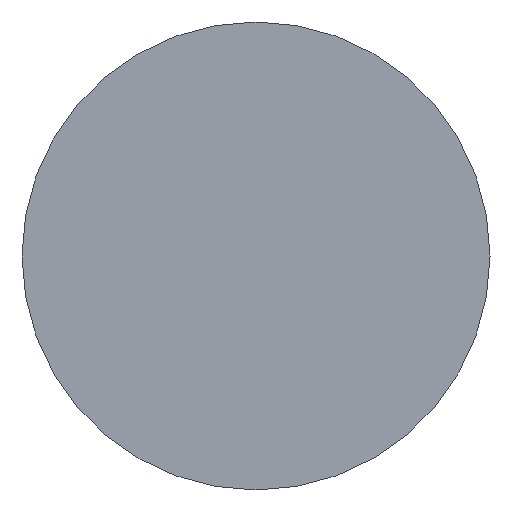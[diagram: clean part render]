
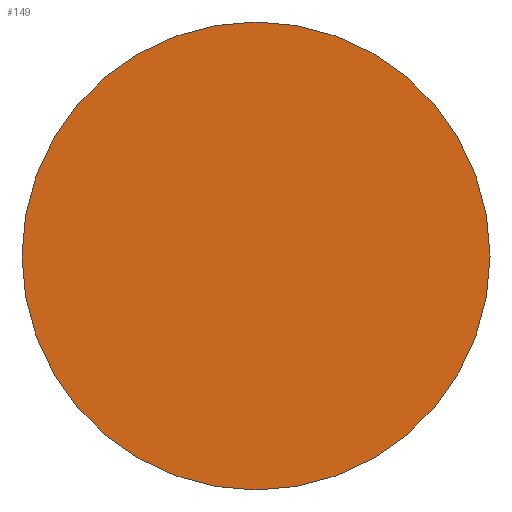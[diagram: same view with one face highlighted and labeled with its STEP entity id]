
A CAD part, front view. The second image highlights one B-rep face of the part: STEP entity #149.
In plain terms, the highlighted planar face has unit normal (0, -1, 0).
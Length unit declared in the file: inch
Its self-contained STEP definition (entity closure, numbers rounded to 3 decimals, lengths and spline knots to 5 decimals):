
#5 = DIRECTION ( 'NONE',  ( 0., 0., -1. ) ) ;
#10 = EDGE_CURVE ( 'NONE', #61, #166, #129, .T. ) ;
#15 = CARTESIAN_POINT ( 'NONE',  ( 0., 0., 0. ) ) ;
#38 = DIRECTION ( 'NONE',  ( 0., 0., -1. ) ) ;
#60 = CIRCLE ( 'NONE', #110, 0.1875 ) ;
#61 = VERTEX_POINT ( 'NONE', #254 ) ;
#78 = EDGE_CURVE ( 'NONE', #166, #61, #60, .T. ) ;
#95 = DIRECTION ( 'NONE',  ( 0., -1., 0. ) ) ;
#98 = AXIS2_PLACEMENT_3D ( 'NONE', #105, #217, #38 ) ;
#105 = CARTESIAN_POINT ( 'NONE',  ( 0., 0., 0. ) ) ;
#110 = AXIS2_PLACEMENT_3D ( 'NONE', #148, #112, #5 ) ;
#112 = DIRECTION ( 'NONE',  ( 0., -1., 0. ) ) ;
#126 = PLANE ( 'NONE',  #331 ) ;
#129 = CIRCLE ( 'NONE', #98, 0.1875 ) ;
#148 = CARTESIAN_POINT ( 'NONE',  ( 0., 0., 0. ) ) ;
#149 = ADVANCED_FACE ( 'NONE', ( #194 ), #126, .T. ) ;
#166 = VERTEX_POINT ( 'NONE', #410 ) ;
#168 = ORIENTED_EDGE ( 'NONE', *, *, #10, .T. ) ;
#194 = FACE_OUTER_BOUND ( 'NONE', #282, .T. ) ;
#217 = DIRECTION ( 'NONE',  ( 0., -1., 0. ) ) ;
#254 = CARTESIAN_POINT ( 'NONE',  ( 0., 0., 0.1875 ) ) ;
#282 = EDGE_LOOP ( 'NONE', ( #313, #168 ) ) ;
#313 = ORIENTED_EDGE ( 'NONE', *, *, #78, .T. ) ;
#331 = AXIS2_PLACEMENT_3D ( 'NONE', #15, #95, #381 ) ;
#381 = DIRECTION ( 'NONE',  ( 0., 0., -1. ) ) ;
#410 = CARTESIAN_POINT ( 'NONE',  ( 0., 0., -0.1875 ) ) ;
